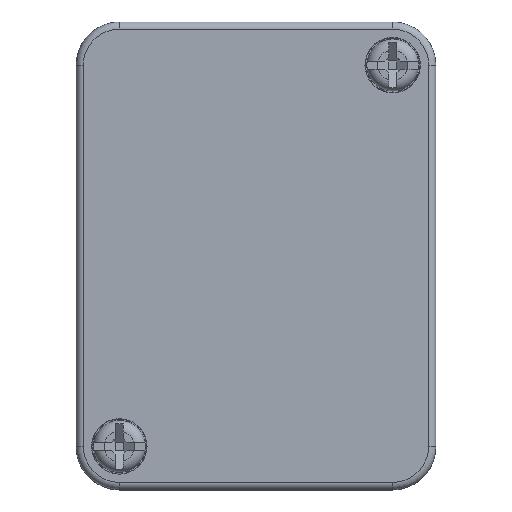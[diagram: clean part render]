
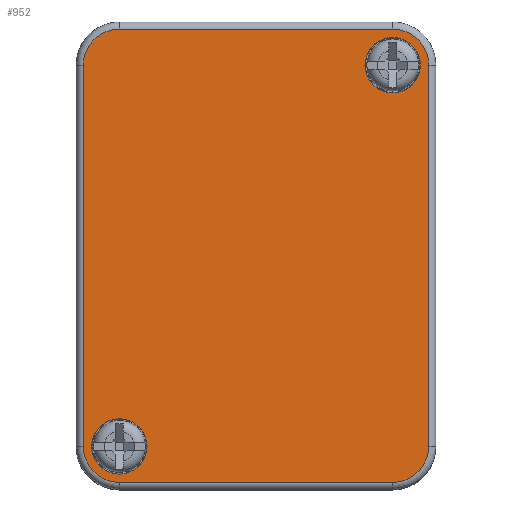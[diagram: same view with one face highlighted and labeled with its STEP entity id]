
A CAD part, top view. The second image highlights one B-rep face of the part: STEP entity #952.
In plain terms, the highlighted planar face has unit normal (0, 0, 1).
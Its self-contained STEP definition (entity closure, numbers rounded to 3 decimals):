
#952 = ADVANCED_FACE( '', ( #2013, #2014, #2015 ), #2016, .F. );
#2013 = FACE_BOUND( '', #3151, .T. );
#2014 = FACE_BOUND( '', #3152, .T. );
#2015 = FACE_OUTER_BOUND( '', #3153, .T. );
#2016 = PLANE( '', #3154 );
#3151 = EDGE_LOOP( '', ( #5683 ) );
#3152 = EDGE_LOOP( '', ( #5684 ) );
#3153 = EDGE_LOOP( '', ( #5685, #5686, #5687, #5688, #5689, #5690, #5691, #5692 ) );
#3154 = AXIS2_PLACEMENT_3D( '', #5693, #5694, #5695 );
#5683 = ORIENTED_EDGE( '', *, *, #7372, .F. );
#5684 = ORIENTED_EDGE( '', *, *, #7268, .F. );
#5685 = ORIENTED_EDGE( '', *, *, #7280, .T. );
#5686 = ORIENTED_EDGE( '', *, *, #7290, .F. );
#5687 = ORIENTED_EDGE( '', *, *, #7124, .T. );
#5688 = ORIENTED_EDGE( '', *, *, #7373, .T. );
#5689 = ORIENTED_EDGE( '', *, *, #7361, .F. );
#5690 = ORIENTED_EDGE( '', *, *, #7374, .T. );
#5691 = ORIENTED_EDGE( '', *, *, #6968, .F. );
#5692 = ORIENTED_EDGE( '', *, *, #6983, .F. );
#5693 = CARTESIAN_POINT( '', ( -24., 26.5, 10. ) );
#5694 = DIRECTION( '', ( 0., 0., -1. ) );
#5695 = DIRECTION( '', ( -1., 0., 0. ) );
#6968 = EDGE_CURVE( '', #8501, #8503, #8504, .T. );
#6983 = EDGE_CURVE( '', #8524, #8501, #8526, .T. );
#7124 = EDGE_CURVE( '', #8727, #8728, #8729, .T. );
#7268 = EDGE_CURVE( '', #8917, #8917, #8918, .T. );
#7280 = EDGE_CURVE( '', #8524, #8931, #8932, .T. );
#7290 = EDGE_CURVE( '', #8727, #8931, #8943, .T. );
#7361 = EDGE_CURVE( '', #9023, #9025, #9026, .T. );
#7372 = EDGE_CURVE( '', #9039, #9039, #9040, .T. );
#7373 = EDGE_CURVE( '', #8728, #9025, #9041, .T. );
#7374 = EDGE_CURVE( '', #9023, #8503, #9042, .T. );
#8501 = VERTEX_POINT( '', #10555 );
#8503 = VERTEX_POINT( '', #10557 );
#8504 = CIRCLE( '', #10558, 5. );
#8524 = VERTEX_POINT( '', #10583 );
#8526 = LINE( '', #10585, #10586 );
#8727 = VERTEX_POINT( '', #10873 );
#8728 = VERTEX_POINT( '', #10874 );
#8729 = CIRCLE( '', #10875, 5. );
#8917 = VERTEX_POINT( '', #11137 );
#8918 = CIRCLE( '', #11138, 3.852 );
#8931 = VERTEX_POINT( '', #11154 );
#8932 = CIRCLE( '', #11155, 5. );
#8943 = LINE( '', #11169, #11170 );
#9023 = VERTEX_POINT( '', #11280 );
#9025 = VERTEX_POINT( '', #11282 );
#9026 = CIRCLE( '', #11283, 5. );
#9039 = VERTEX_POINT( '', #11296 );
#9040 = CIRCLE( '', #11297, 3.852 );
#9041 = LINE( '', #11298, #11299 );
#9042 = LINE( '', #11300, #11301 );
#10555 = CARTESIAN_POINT( '', ( -19., -31.5, 10. ) );
#10557 = CARTESIAN_POINT( '', ( -24., -26.5, 10. ) );
#10558 = AXIS2_PLACEMENT_3D( '', #12299, #12300, #12301 );
#10583 = CARTESIAN_POINT( '', ( 19., -31.5, 10. ) );
#10585 = CARTESIAN_POINT( '', ( 19., -31.5, 10. ) );
#10586 = VECTOR( '', #12322, 1000. );
#10873 = CARTESIAN_POINT( '', ( 24., 26.5, 10. ) );
#10874 = CARTESIAN_POINT( '', ( 19., 31.5, 10. ) );
#10875 = AXIS2_PLACEMENT_3D( '', #12502, #12503, #12504 );
#11137 = CARTESIAN_POINT( '', ( 22.852, 26.5, 10. ) );
#11138 = AXIS2_PLACEMENT_3D( '', #12650, #12651, #12652 );
#11154 = CARTESIAN_POINT( '', ( 24., -26.5, 10. ) );
#11155 = AXIS2_PLACEMENT_3D( '', #12659, #12660, #12661 );
#11169 = CARTESIAN_POINT( '', ( 24., 26.5, 10. ) );
#11170 = VECTOR( '', #12671, 1000. );
#11280 = CARTESIAN_POINT( '', ( -24., 26.5, 10. ) );
#11282 = CARTESIAN_POINT( '', ( -19., 31.5, 10. ) );
#11283 = AXIS2_PLACEMENT_3D( '', #12738, #12739, #12740 );
#11296 = CARTESIAN_POINT( '', ( -15.148, -26.5, 10. ) );
#11297 = AXIS2_PLACEMENT_3D( '', #12759, #12760, #12761 );
#11298 = CARTESIAN_POINT( '', ( 19., 31.5, 10. ) );
#11299 = VECTOR( '', #12762, 1000. );
#11300 = CARTESIAN_POINT( '', ( -24., 26.5, 10. ) );
#11301 = VECTOR( '', #12763, 1000. );
#12299 = CARTESIAN_POINT( '', ( -19., -26.5, 10. ) );
#12300 = DIRECTION( '', ( 0., 0., -1. ) );
#12301 = DIRECTION( '', ( -1., 0., 0. ) );
#12322 = DIRECTION( '', ( -1., 0., 0. ) );
#12502 = CARTESIAN_POINT( '', ( 19., 26.5, 10. ) );
#12503 = DIRECTION( '', ( 0., 0., 1. ) );
#12504 = DIRECTION( '', ( 1., 0., 0. ) );
#12650 = CARTESIAN_POINT( '', ( 19., 26.5, 10. ) );
#12651 = DIRECTION( '', ( 0., 0., 1. ) );
#12652 = DIRECTION( '', ( 1., 0., 0. ) );
#12659 = CARTESIAN_POINT( '', ( 19., -26.5, 10. ) );
#12660 = DIRECTION( '', ( 0., 0., 1. ) );
#12661 = DIRECTION( '', ( 1., 0., 0. ) );
#12671 = DIRECTION( '', ( 0., -1., 0. ) );
#12738 = CARTESIAN_POINT( '', ( -19., 26.5, 10. ) );
#12739 = DIRECTION( '', ( 0., 0., -1. ) );
#12740 = DIRECTION( '', ( -1., 0., 0. ) );
#12759 = CARTESIAN_POINT( '', ( -19., -26.5, 10. ) );
#12760 = DIRECTION( '', ( 0., 0., 1. ) );
#12761 = DIRECTION( '', ( 1., 0., 0. ) );
#12762 = DIRECTION( '', ( -1., 0., 0. ) );
#12763 = DIRECTION( '', ( 0., -1., 0. ) );
